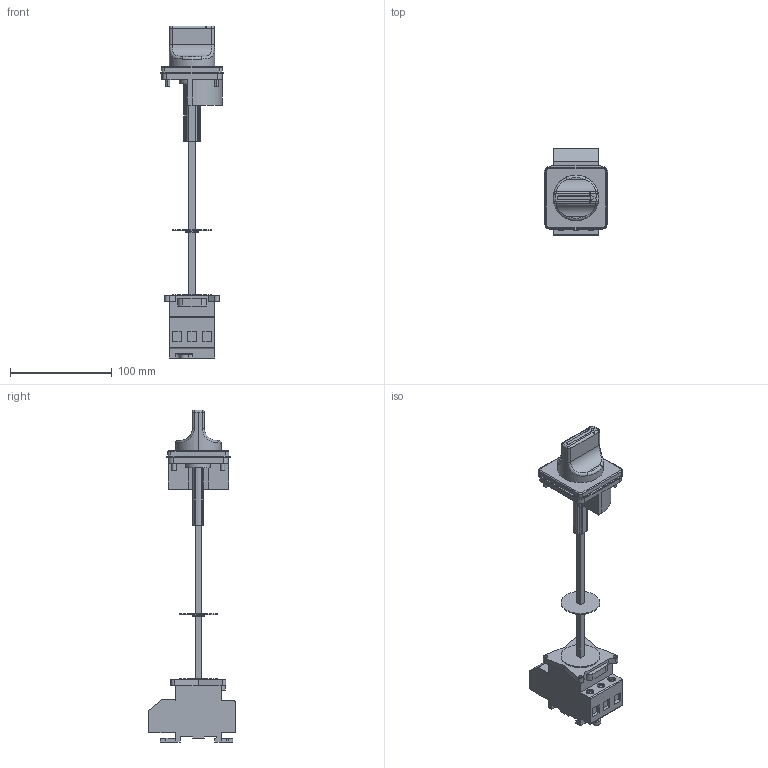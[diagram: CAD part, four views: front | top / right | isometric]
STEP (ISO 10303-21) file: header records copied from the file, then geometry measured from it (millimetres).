
FILE_DESCRIPTION((''),'2;1');
FILE_NAME('VCCF0','2016-04-21T',('SESA328007'),('Schneider-Electric'),'PRO/ENGINEER BY PARAMETRIC TECHNOLOGY CORPORATION, 2014310','PRO/ENGINEER BY PARAMETRIC TECHNOLOGY CORPORATION, 2014310','');
FILE_SCHEMA(('CONFIG_CONTROL_DESIGN'));
Length unit declared in the file: millimetre
Products named in the file (1): VCCF0
Bounding box: 63 x 85.4 x 326.9 mm (x, y, z)
Volume: 298964.6 mm3; surface area: 54296.8 mm2
Topology: 1 solids, 1 shells, 377 faces, 1002 edges, 651 vertices
Faces by surface type: plane 216, cylinder 131, torus 16, bspline 8, cone 6
Entity records: 12168 total; most frequent: CARTESIAN_POINT 2498, DIRECTION 2034, ORIENTED_EDGE 2004, EDGE_CURVE 1002, VECTOR 684, LINE 684, AXIS2_PLACEMENT_3D 675, VERTEX_POINT 651
